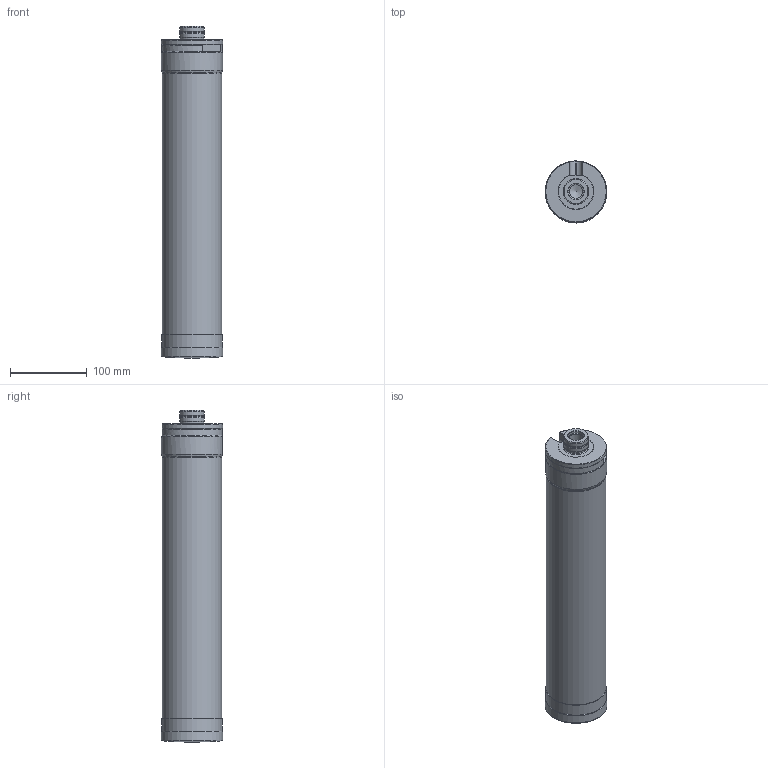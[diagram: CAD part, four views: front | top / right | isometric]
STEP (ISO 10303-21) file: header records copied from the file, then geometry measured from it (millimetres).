
FILE_DESCRIPTION(/* description */ ('3-D model version:1'),/* implementation_level */ '2;1');
FILE_NAME(/* name */ '880-D0810V80-04',/* time_stamp */ '2015-12-11T09:15:37+01:00',/* author */ ('InteractiveCad'),/* organization */ ('AB Sandvik Coromant'),/* preprocessor_version */ 'ST-DEVELOPER v15',/* originating_system */ 'SIEMENS PLM Software NX 8.5',/* authorisation */ '');
FILE_SCHEMA (('AP203_CONFIGURATION_CONTROLLED_3D_DESIGN_OF_MECHANICAL_PARTS_AND_ASSEMBLIES_MIM_LF { 1 0 10303 403 2 1 2}'));
Length unit declared in the file: millimetre
Products named in the file (1): 880_D0810V80_04_SIM
Bounding box: 81 x 81 x 434 mm (x, y, z)
Volume: 2058395.9 mm3; surface area: 129604.9 mm2
Topology: 2 solids, 2 shells, 50 faces, 116 edges, 71 vertices
Faces by surface type: cone 16, cylinder 15, plane 15, torus 4
Full cylindrical faces by diameter (mm): 5 x1, 18 x1, 21 x1, 31.7 x1, 31.9 x1, 31.995 x1, 32.295 x1, 78 x1, 79 x1, 80 x1
Entity records: 1396 total; most frequent: CARTESIAN_POINT 304, DIRECTION 210, ORIENTED_EDGE 164, AXIS2_PLACEMENT_3D 94, EDGE_CURVE 82, EDGE_LOOP 79, VERTEX_POINT 66, FACE_BOUND 63
